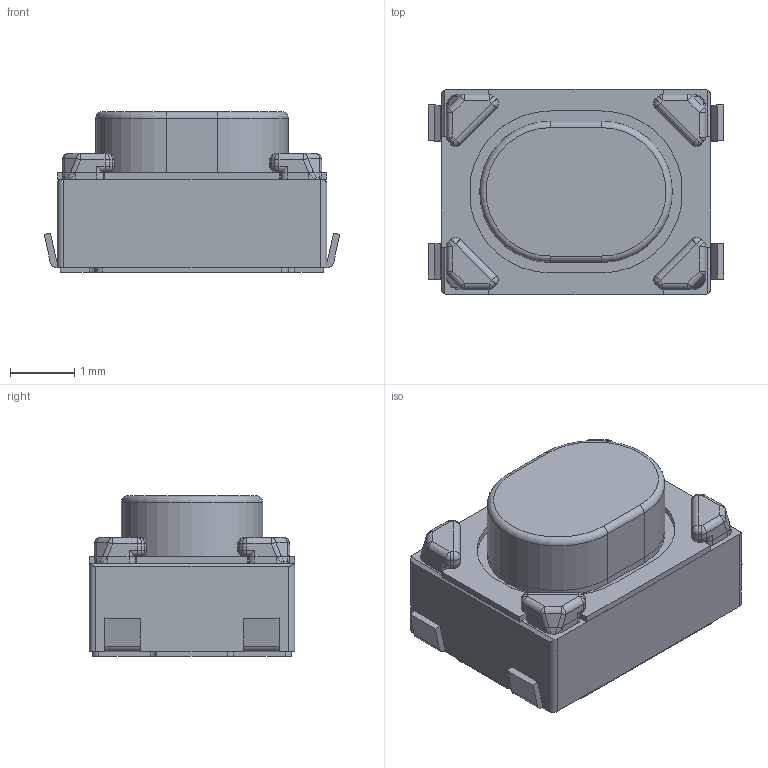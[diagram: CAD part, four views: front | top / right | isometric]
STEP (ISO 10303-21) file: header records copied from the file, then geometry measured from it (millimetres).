
FILE_DESCRIPTION( ( '' ), ' ' );
FILE_NAME( '5be9770237f25b1526861428.step', '2018-11-12T12:50:10', ( '' ), ( '' ), ' ', ' ', ' ' );
FILE_SCHEMA( ( 'AUTOMOTIVE_DESIGN { 1 0 10303 214 1 1 1 1 }' ) );
Length unit declared in the file: metre
Products named in the file (16): Open CASCADE STEP translator 6.8 5; Open CASCADE STEP translator 6.8 4; Open CASCADE STEP translator 6.8 3; Open CASCADE STEP translator 6.8 2; Open CASCADE STEP translator 6.8 1
Bounding box: 4.6 x 3.2 x 2.5 mm (x, y, z)
Volume: 26.3 mm3; surface area: 104.5 mm2
Topology: 16 solids, 16 shells, 391 faces, 958 edges, 564 vertices
Faces by surface type: plane 174, cylinder 167, sphere 40, bspline 8, torus 2
Entity records: 19076 total; most frequent: CARTESIAN_POINT 2129, DIRECTION 1984, ORIENTED_EDGE 1836, STYLED_ITEM 1309, PRESENTATION_STYLE_ASSIGNMENT 1309, COLOUR_RGB 1309, EDGE_CURVE 918, CURVE_STYLE 918
